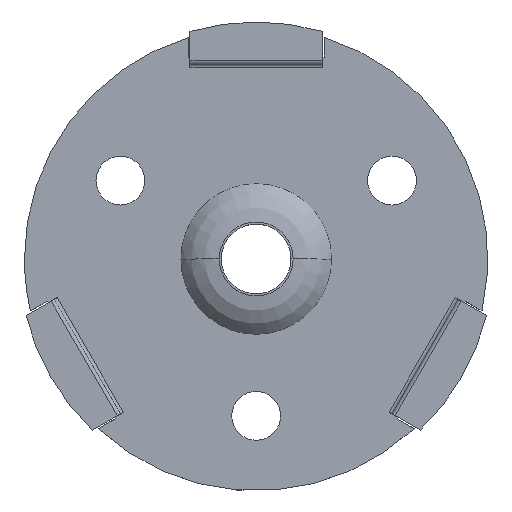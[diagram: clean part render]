
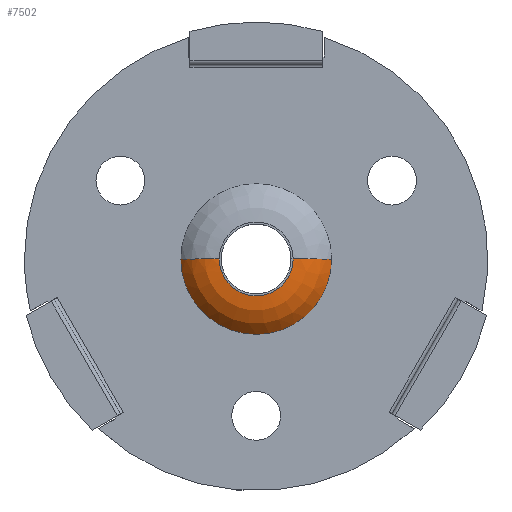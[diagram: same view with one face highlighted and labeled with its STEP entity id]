
A CAD part, top view. The second image highlights one B-rep face of the part: STEP entity #7502.
In plain terms, the highlighted toroidal (fillet/blend) face has major radius 5.301 mm and minor radius 6.8 mm.
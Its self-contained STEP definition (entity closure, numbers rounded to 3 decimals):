
#285 = DIRECTION ( 'NONE',  ( 0., 0., -1. ) ) ;
#610 = CARTESIAN_POINT ( 'NONE',  ( 5.301, 0., -2. ) ) ;
#920 = CARTESIAN_POINT ( 'NONE',  ( 0., 0., 4.8 ) ) ;
#1063 = VERTEX_POINT ( 'NONE', #4420 ) ;
#1948 = DIRECTION ( 'NONE',  ( 0., 0., -1. ) ) ;
#2029 = ORIENTED_EDGE ( 'NONE', *, *, #2125, .T. ) ;
#2125 = EDGE_CURVE ( 'NONE', #11235, #4505, #8899, .T. ) ;
#2169 = DIRECTION ( 'NONE',  ( -1., 0., 0. ) ) ;
#2278 = ORIENTED_EDGE ( 'NONE', *, *, #12694, .T. ) ;
#2515 = DIRECTION ( 'NONE',  ( -1., 0., 0. ) ) ;
#4286 = EDGE_CURVE ( 'NONE', #1063, #4505, #11153, .T. ) ;
#4420 = CARTESIAN_POINT ( 'NONE',  ( 10.8, 0., 2. ) ) ;
#4505 = VERTEX_POINT ( 'NONE', #9863 ) ;
#4931 = CARTESIAN_POINT ( 'NONE',  ( 0., 0., 2. ) ) ;
#6177 = DIRECTION ( 'NONE',  ( 0., 0., -1. ) ) ;
#7121 = CIRCLE ( 'NONE', #12119, 5.301 ) ;
#7381 = ORIENTED_EDGE ( 'NONE', *, *, #15880, .F. ) ;
#7502 = ADVANCED_FACE ( 'NONE', ( #15957 ), #9316, .T. ) ;
#7724 = CARTESIAN_POINT ( 'NONE',  ( -5.301, 0., -2. ) ) ;
#8551 = AXIS2_PLACEMENT_3D ( 'NONE', #610, #13085, #9226 ) ;
#8899 = CIRCLE ( 'NONE', #15141, 6.8 ) ;
#9226 = DIRECTION ( 'NONE',  ( -1., 0., 0. ) ) ;
#9316 = TOROIDAL_SURFACE ( 'NONE', #11025, 5.301, 6.8 ) ;
#9635 = CARTESIAN_POINT ( 'NONE',  ( -5.301, 0., 4.8 ) ) ;
#9863 = CARTESIAN_POINT ( 'NONE',  ( -10.8, 0., 2. ) ) ;
#10781 = CIRCLE ( 'NONE', #8551, 6.8 ) ;
#11025 = AXIS2_PLACEMENT_3D ( 'NONE', #13488, #15808, #13333 ) ;
#11153 = CIRCLE ( 'NONE', #13109, 10.8 ) ;
#11235 = VERTEX_POINT ( 'NONE', #9635 ) ;
#12119 = AXIS2_PLACEMENT_3D ( 'NONE', #920, #1948, #2169 ) ;
#12472 = VERTEX_POINT ( 'NONE', #12916 ) ;
#12694 = EDGE_CURVE ( 'NONE', #12472, #11235, #7121, .T. ) ;
#12916 = CARTESIAN_POINT ( 'NONE',  ( 5.301, 0., 4.8 ) ) ;
#13085 = DIRECTION ( 'NONE',  ( 0., 1., 0. ) ) ;
#13109 = AXIS2_PLACEMENT_3D ( 'NONE', #4931, #6177, #2515 ) ;
#13193 = ORIENTED_EDGE ( 'NONE', *, *, #4286, .F. ) ;
#13333 = DIRECTION ( 'NONE',  ( -1., 0., 0. ) ) ;
#13488 = CARTESIAN_POINT ( 'NONE',  ( 0., 0., -2. ) ) ;
#13839 = DIRECTION ( 'NONE',  ( 0., -1., 0. ) ) ;
#15141 = AXIS2_PLACEMENT_3D ( 'NONE', #7724, #13839, #285 ) ;
#15483 = EDGE_LOOP ( 'NONE', ( #7381, #2278, #2029, #13193 ) ) ;
#15808 = DIRECTION ( 'NONE',  ( 0., 0., -1. ) ) ;
#15880 = EDGE_CURVE ( 'NONE', #12472, #1063, #10781, .T. ) ;
#15957 = FACE_OUTER_BOUND ( 'NONE', #15483, .T. ) ;
